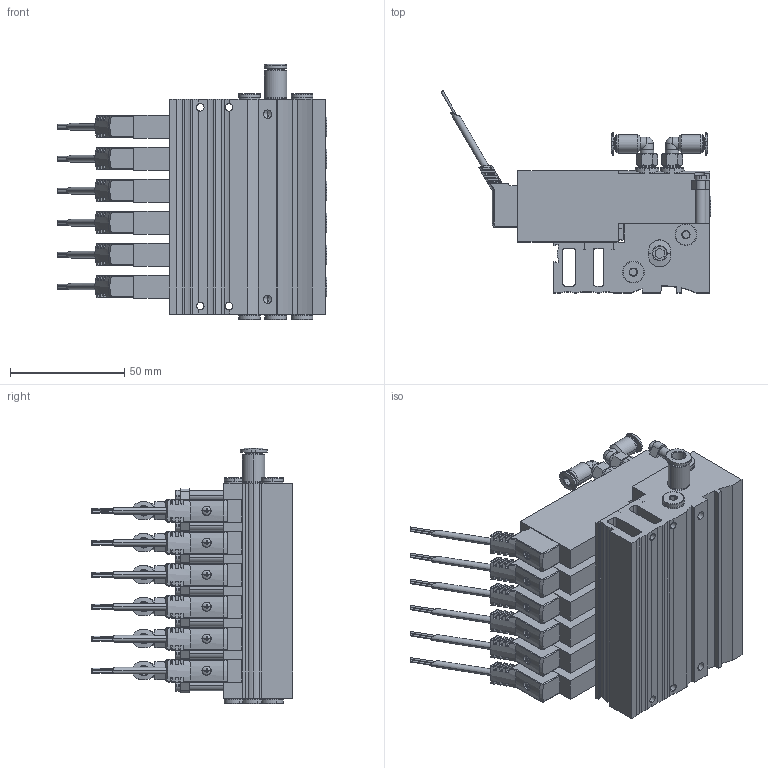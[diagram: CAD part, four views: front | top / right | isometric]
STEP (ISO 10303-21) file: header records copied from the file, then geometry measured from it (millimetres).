
FILE_DESCRIPTION (( 'STEP AP203' ), '1' );
FILE_NAME ('SE_01_1_4000.STEP', '2020-10-21T10:26:48', ( '' ), ( '' ), 'SwSTEP 2.0', 'SolidWorks 2017', '' );
FILE_SCHEMA (( 'CONFIG_CONTROL_DESIGN' ));
Length unit declared in the file: millimetre
Products named in the file (9): SE_01_1_4001_1; SE_01_1_4003; SE_01_1_4001_3; SE_01_1_4004; SE_01_1_4002; SE_01_1_4001; SE_01_1_4001_4; SE_01_1_4000; SE_01_1_4001_2
Assembly tree (18 placements, depth 3):
  SE_01_1_4000
    SE_01_1_4002
    SE_01_1_4001  x6
      SE_01_1_4001_1
      SE_01_1_4001_2
      SE_01_1_4001_3
      SE_01_1_4001_4
    SE_01_1_4003  x5
    SE_01_1_4004
Bounding box: 118.16 x 88.35 x 111.9 mm (x, y, z)
Volume: 309863.7 mm3; surface area: 115335.1 mm2
Topology: 37 solids, 37 shells, 3692 faces, 9129 edges, 5762 vertices
Faces by surface type: plane 1491, cylinder 1319, cone 674, torus 160, sphere 48
Entity records: 25836 total; most frequent: CARTESIAN_POINT 6128, DIRECTION 3912, ORIENTED_EDGE 3822, EDGE_CURVE 1911, AXIS2_PLACEMENT_3D 1461, VERTEX_POINT 1223, VECTOR 990, LINE 990
